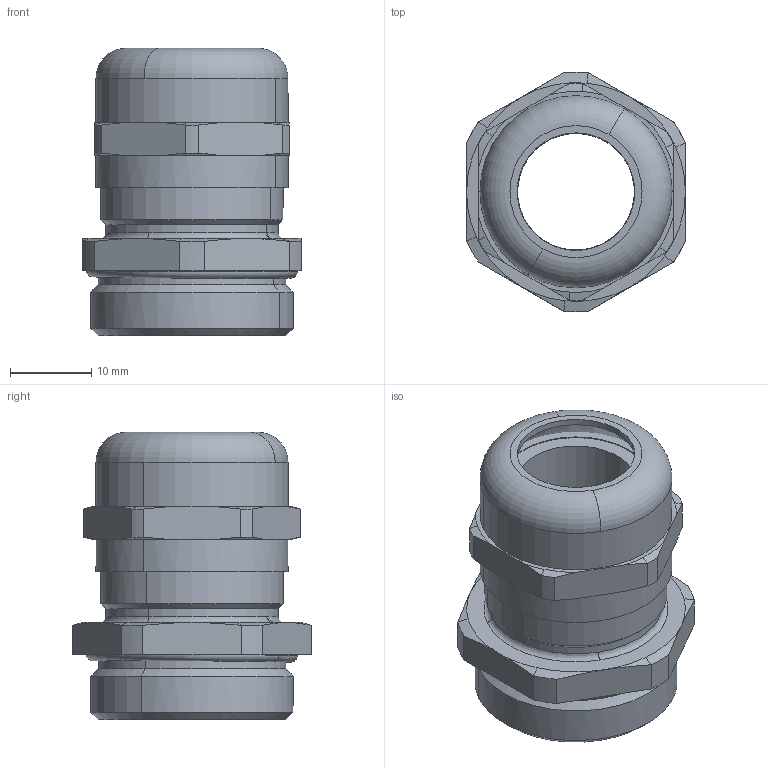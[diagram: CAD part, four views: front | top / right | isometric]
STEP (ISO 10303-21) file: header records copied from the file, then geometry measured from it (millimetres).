
FILE_DESCRIPTION(('CATIA V5R24 STEP','CAx-IF Rec.Pracs.--- Model Styling and Organization---1.2---2011-12-15'),'2;1');
FILE_NAME ('D1458939_0', '2018-06-04T05:51:57+00:00', ('Weidmueller Interface'), ('Weidmueller'), 'CATIA Version 5-6 Release 2014 SP4 HF52', 'CATIA V5 STEP AP214', 'none');
FILE_SCHEMA(('AUTOMOTIVE_DESIGN { 1 0 10303 214 1 1 1 1 }'));
Length unit declared in the file: millimetre
Products named in the file (1): M25x1.5 METAL RAKOR (PG16) TL8
Bounding box: 27 x 29.6 x 35.47 mm (x, y, z)
Volume: 8748.9 mm3; surface area: 10401.9 mm2
Topology: 5 solids, 5 shells, 152 faces, 451 edges, 315 vertices
Faces by surface type: cone 54, cylinder 48, plane 28, torus 18, bspline 4
Entity records: 5768 total; most frequent: CARTESIAN_POINT 1775, ORIENTED_EDGE 902, DIRECTION 606, EDGE_CURVE 451, AXIS2_PLACEMENT_3D 346, VERTEX_POINT 315, CIRCLE 199, EDGE_LOOP 168
